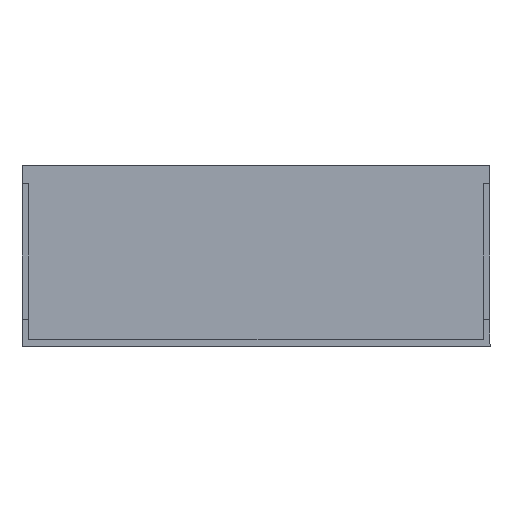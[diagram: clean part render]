
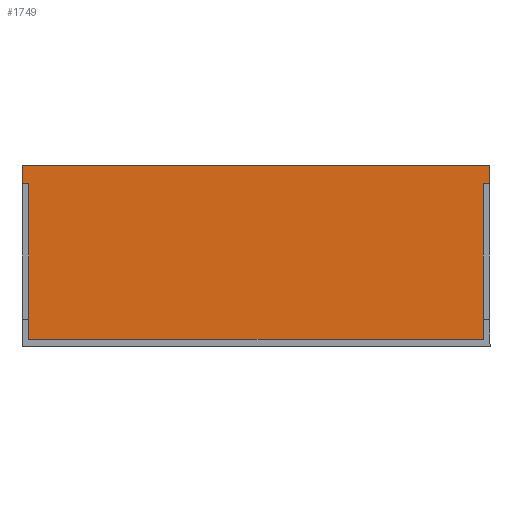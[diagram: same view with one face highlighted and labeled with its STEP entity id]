
A CAD part, left-side view. The second image highlights one B-rep face of the part: STEP entity #1749.
In plain terms, the highlighted planar face has unit normal (-1, 0, 0).
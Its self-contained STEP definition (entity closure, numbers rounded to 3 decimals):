
#243=FACE_OUTER_BOUND('',#327,.T.);
#327=EDGE_LOOP('',(#1219,#1220,#1221,#1222));
#501=LINE('',#2535,#655);
#502=LINE('',#2537,#656);
#503=LINE('',#2539,#657);
#504=LINE('',#2540,#658);
#655=VECTOR('',#2027,10.);
#656=VECTOR('',#2028,10.);
#657=VECTOR('',#2029,10.);
#658=VECTOR('',#2030,10.);
#809=VERTEX_POINT('',#2533);
#810=VERTEX_POINT('',#2534);
#811=VERTEX_POINT('',#2536);
#812=VERTEX_POINT('',#2538);
#973=EDGE_CURVE('',#809,#810,#501,.T.);
#974=EDGE_CURVE('',#809,#811,#502,.T.);
#975=EDGE_CURVE('',#812,#811,#503,.T.);
#976=EDGE_CURVE('',#810,#812,#504,.T.);
#1219=ORIENTED_EDGE('',*,*,#973,.F.);
#1220=ORIENTED_EDGE('',*,*,#974,.T.);
#1221=ORIENTED_EDGE('',*,*,#975,.F.);
#1222=ORIENTED_EDGE('',*,*,#976,.F.);
#1711=PLANE('',#1847);
#1749=ADVANCED_FACE('',(#243),#1711,.T.);
#1847=AXIS2_PLACEMENT_3D('',#2532,#2025,#2026);
#2025=DIRECTION('center_axis',(-1.,0.,0.));
#2026=DIRECTION('ref_axis',(0.,-1.,0.));
#2027=DIRECTION('',(0.,1.,0.));
#2028=DIRECTION('',(0.,0.,1.));
#2029=DIRECTION('',(0.,-1.,0.));
#2030=DIRECTION('',(0.,0.,1.));
#2532=CARTESIAN_POINT('Origin',(102.29,67.313,-27.8));
#2533=CARTESIAN_POINT('',(102.29,-67.314,-27.8));
#2534=CARTESIAN_POINT('',(102.29,67.313,-27.8));
#2535=CARTESIAN_POINT('',(102.29,-1.,-27.8));
#2536=CARTESIAN_POINT('',(102.29,-67.314,22.2));
#2537=CARTESIAN_POINT('',(102.29,-67.314,-27.8));
#2538=CARTESIAN_POINT('',(102.29,67.313,22.2));
#2539=CARTESIAN_POINT('',(102.29,-67.314,22.2));
#2540=CARTESIAN_POINT('',(102.29,67.313,-27.8));
